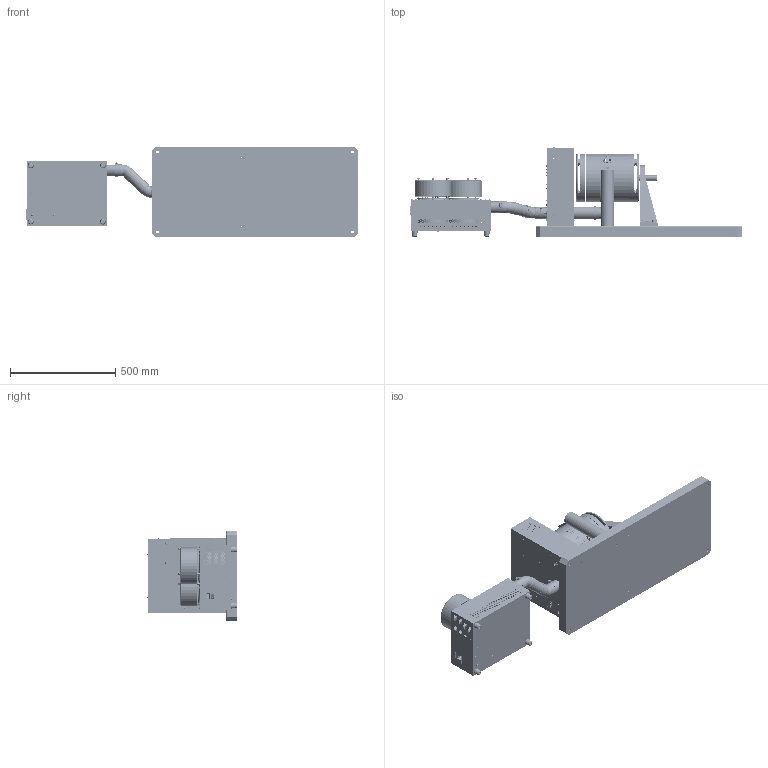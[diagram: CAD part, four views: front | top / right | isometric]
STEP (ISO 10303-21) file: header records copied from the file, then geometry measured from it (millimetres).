
FILE_DESCRIPTION (( 'STEP AP203' ), '1' );
FILE_NAME ('HD-815-XC1-0200_-.stp', '2022-07-06T17:38:42', ( '' ), ( '' ), 'SwSTEP 2.0', 'SolidWorks 2020', '' );
FILE_SCHEMA (( 'CONFIG_CONTROL_DESIGN' ));
Length unit declared in the file: millimetre
Products named in the file (1): HD-815-XC1-0200_-
Bounding box: 1578.01 x 424.84 x 431.8 mm (x, y, z)
Surface area: 3670159.1 mm2 (no closed solid volume)
Topology: 0 solids, 286 shells, 2829 faces, 12448 edges, 9765 vertices
Faces by surface type: cylinder 2082, plane 555, torus 95, cone 58, bspline 30, sphere 9
Full cylindrical faces by diameter (mm): 1.016 x8, 2.8 x2, 3.8 x1753, 4.039 x2, 4.242 x1, 4.366 x2, 4.75 x3, 4.763 x1, 5.105 x1, 5.207 x1, 5.41 x3, 5.556 x2, 5.563 x4, 6.345 x1, 6.35 x2, 6.528 x4, 6.655 x5, 7.937 x3, 7.938 x3, 8.3 x1, 8.331 x2, 8.458 x3, 9.169 x12, 9.5 x6, 9.525 x23, 10 x6, 10.033 x2, 10.236 x2, 10.7 x1, 11.176 x1
Entity records: 127983 total; most frequent: CARTESIAN_POINT 36170, DIRECTION 18641, ORIENTED_EDGE 13370, EDGE_LOOP 9294, EDGE_CURVE 8611, AXIS2_PLACEMENT_3D 8275, VERTEX_POINT 7970, CIRCLE 5490
